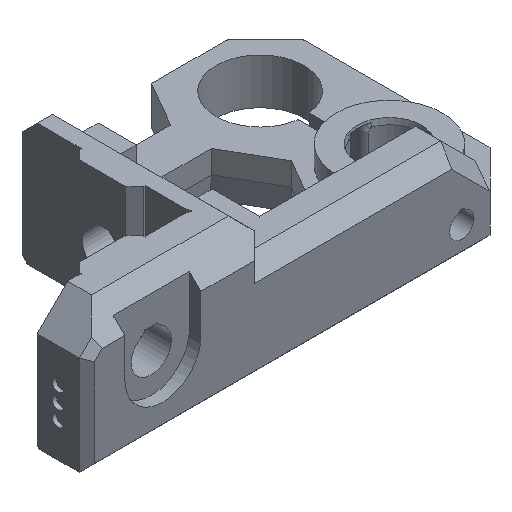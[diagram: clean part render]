
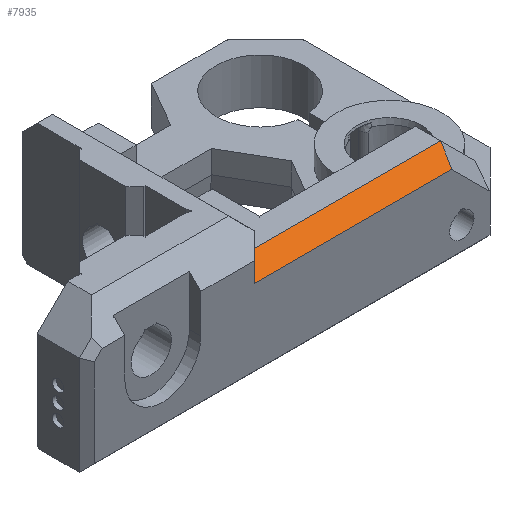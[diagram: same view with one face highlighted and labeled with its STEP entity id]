
A CAD part, isometric view. The second image highlights one B-rep face of the part: STEP entity #7935.
In plain terms, the highlighted planar face has unit normal (0, -0.707, 0.707).
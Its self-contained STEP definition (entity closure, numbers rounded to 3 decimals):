
#1366 = PLANE('',#1367);
#1367 = AXIS2_PLACEMENT_3D('',#1368,#1369,#1370);
#1368 = CARTESIAN_POINT('',(8.7,-9.525,0.));
#1369 = DIRECTION('',(0.,-1.,0.));
#1370 = DIRECTION('',(-1.,0.,0.));
#3512 = VERTEX_POINT('',#3513);
#3513 = CARTESIAN_POINT('',(-1.3,-9.525,5.));
#3527 = PLANE('',#3528);
#3528 = AXIS2_PLACEMENT_3D('',#3529,#3530,#3531);
#3529 = CARTESIAN_POINT('',(3.825,-8.525,1.125));
#3530 = DIRECTION('',(0.53,-0.662,0.53));
#3531 = DIRECTION('',(0.707,0.,-0.707
    ));
#3539 = EDGE_CURVE('',#3540,#3512,#3542,.T.);
#3540 = VERTEX_POINT('',#3541);
#3541 = CARTESIAN_POINT('',(-27.3,-9.525,5.));
#3542 = SURFACE_CURVE('',#3543,(#3547,#3554),.PCURVE_S1.);
#3543 = LINE('',#3544,#3545);
#3544 = CARTESIAN_POINT('',(-1.05,-9.525,5.));
#3545 = VECTOR('',#3546,1.);
#3546 = DIRECTION('',(1.,0.,0.));
#3547 = PCURVE('',#1366,#3548);
#3548 = DEFINITIONAL_REPRESENTATION('',(#3549),#3553);
#3549 = LINE('',#3550,#3551);
#3550 = CARTESIAN_POINT('',(9.75,-5.));
#3551 = VECTOR('',#3552,1.);
#3552 = DIRECTION('',(-1.,-0.));
#3553 = ( GEOMETRIC_REPRESENTATION_CONTEXT(2) 
PARAMETRIC_REPRESENTATION_CONTEXT() REPRESENTATION_CONTEXT('2D SPACE',''
  ) );
#3554 = PCURVE('',#3555,#3560);
#3555 = PLANE('',#3556);
#3556 = AXIS2_PLACEMENT_3D('',#3557,#3558,#3559);
#3557 = CARTESIAN_POINT('',(-1.05,-8.525,6.));
#3558 = DIRECTION('',(0.,-0.707,0.707));
#3559 = DIRECTION('',(1.,0.,0.));
#3560 = DEFINITIONAL_REPRESENTATION('',(#3561),#3565);
#3561 = LINE('',#3562,#3563);
#3562 = CARTESIAN_POINT('',(0.,-1.414));
#3563 = VECTOR('',#3564,1.);
#3564 = DIRECTION('',(1.,0.));
#3565 = ( GEOMETRIC_REPRESENTATION_CONTEXT(2) 
PARAMETRIC_REPRESENTATION_CONTEXT() REPRESENTATION_CONTEXT('2D SPACE',''
  ) );
#3583 = PLANE('',#3584);
#3584 = AXIS2_PLACEMENT_3D('',#3585,#3586,#3587);
#3585 = CARTESIAN_POINT('',(-26.3,-8.525,0.));
#3586 = DIRECTION('',(0.707,-0.707,0.));
#3587 = DIRECTION('',(0.,0.,-1.));
#7810 = VERTEX_POINT('',#7811);
#7811 = CARTESIAN_POINT('',(-0.8,-7.525,7.));
#7837 = EDGE_CURVE('',#7810,#3512,#7838,.T.);
#7838 = SURFACE_CURVE('',#7839,(#7843,#7850),.PCURVE_S1.);
#7839 = LINE('',#7840,#7841);
#7840 = CARTESIAN_POINT('',(-1.272,-9.411,
    5.114));
#7841 = VECTOR('',#7842,1.);
#7842 = DIRECTION('',(-0.174,-0.696,-0.696));
#7843 = PCURVE('',#3527,#7844);
#7844 = DEFINITIONAL_REPRESENTATION('',(#7845),#7849);
#7845 = LINE('',#7846,#7847);
#7846 = CARTESIAN_POINT('',(-6.424,-1.183));
#7847 = VECTOR('',#7848,1.);
#7848 = DIRECTION('',(0.369,-0.929));
#7849 = ( GEOMETRIC_REPRESENTATION_CONTEXT(2) 
PARAMETRIC_REPRESENTATION_CONTEXT() REPRESENTATION_CONTEXT('2D SPACE',''
  ) );
#7850 = PCURVE('',#3555,#7851);
#7851 = DEFINITIONAL_REPRESENTATION('',(#7852),#7856);
#7852 = LINE('',#7853,#7854);
#7853 = CARTESIAN_POINT('',(-0.222,-1.254));
#7854 = VECTOR('',#7855,1.);
#7855 = DIRECTION('',(-0.174,-0.985));
#7856 = ( GEOMETRIC_REPRESENTATION_CONTEXT(2) 
PARAMETRIC_REPRESENTATION_CONTEXT() REPRESENTATION_CONTEXT('2D SPACE',''
  ) );
#7864 = EDGE_CURVE('',#3540,#7865,#7867,.T.);
#7865 = VERTEX_POINT('',#7866);
#7866 = CARTESIAN_POINT('',(-25.3,-7.525,7.));
#7867 = SURFACE_CURVE('',#7868,(#7872,#7879),.PCURVE_S1.);
#7868 = LINE('',#7869,#7870);
#7869 = CARTESIAN_POINT('',(-27.3,-9.525,5.));
#7870 = VECTOR('',#7871,1.);
#7871 = DIRECTION('',(0.577,0.577,0.577));
#7872 = PCURVE('',#3583,#7873);
#7873 = DEFINITIONAL_REPRESENTATION('',(#7874),#7878);
#7874 = LINE('',#7875,#7876);
#7875 = CARTESIAN_POINT('',(-5.,-1.414));
#7876 = VECTOR('',#7877,1.);
#7877 = DIRECTION('',(-0.577,0.816));
#7878 = ( GEOMETRIC_REPRESENTATION_CONTEXT(2) 
PARAMETRIC_REPRESENTATION_CONTEXT() REPRESENTATION_CONTEXT('2D SPACE',''
  ) );
#7879 = PCURVE('',#3555,#7880);
#7880 = DEFINITIONAL_REPRESENTATION('',(#7881),#7885);
#7881 = LINE('',#7882,#7883);
#7882 = CARTESIAN_POINT('',(-26.25,-1.414));
#7883 = VECTOR('',#7884,1.);
#7884 = DIRECTION('',(0.577,0.816));
#7885 = ( GEOMETRIC_REPRESENTATION_CONTEXT(2) 
PARAMETRIC_REPRESENTATION_CONTEXT() REPRESENTATION_CONTEXT('2D SPACE',''
  ) );
#7935 = ADVANCED_FACE('',(#7936),#3555,.T.);
#7936 = FACE_BOUND('',#7937,.T.);
#7937 = EDGE_LOOP('',(#7938,#7939,#7965,#7966));
#7938 = ORIENTED_EDGE('',*,*,#7837,.F.);
#7939 = ORIENTED_EDGE('',*,*,#7940,.T.);
#7940 = EDGE_CURVE('',#7810,#7865,#7941,.T.);
#7941 = SURFACE_CURVE('',#7942,(#7946,#7953),.PCURVE_S1.);
#7942 = LINE('',#7943,#7944);
#7943 = CARTESIAN_POINT('',(-1.05,-7.525,7.));
#7944 = VECTOR('',#7945,1.);
#7945 = DIRECTION('',(-1.,0.,0.));
#7946 = PCURVE('',#3555,#7947);
#7947 = DEFINITIONAL_REPRESENTATION('',(#7948),#7952);
#7948 = LINE('',#7949,#7950);
#7949 = CARTESIAN_POINT('',(0.,1.414));
#7950 = VECTOR('',#7951,1.);
#7951 = DIRECTION('',(-1.,0.));
#7952 = ( GEOMETRIC_REPRESENTATION_CONTEXT(2) 
PARAMETRIC_REPRESENTATION_CONTEXT() REPRESENTATION_CONTEXT('2D SPACE',''
  ) );
#7953 = PCURVE('',#7954,#7959);
#7954 = PLANE('',#7955);
#7955 = AXIS2_PLACEMENT_3D('',#7956,#7957,#7958);
#7956 = CARTESIAN_POINT('',(-10.8,4.738,7.));
#7957 = DIRECTION('',(0.,0.,1.));
#7958 = DIRECTION('',(1.,0.,0.));
#7959 = DEFINITIONAL_REPRESENTATION('',(#7960),#7964);
#7960 = LINE('',#7961,#7962);
#7961 = CARTESIAN_POINT('',(9.75,-12.263));
#7962 = VECTOR('',#7963,1.);
#7963 = DIRECTION('',(-1.,0.));
#7964 = ( GEOMETRIC_REPRESENTATION_CONTEXT(2) 
PARAMETRIC_REPRESENTATION_CONTEXT() REPRESENTATION_CONTEXT('2D SPACE',''
  ) );
#7965 = ORIENTED_EDGE('',*,*,#7864,.F.);
#7966 = ORIENTED_EDGE('',*,*,#3539,.T.);
